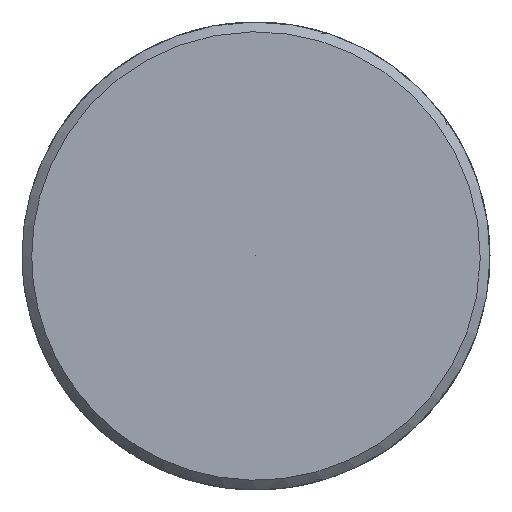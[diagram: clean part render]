
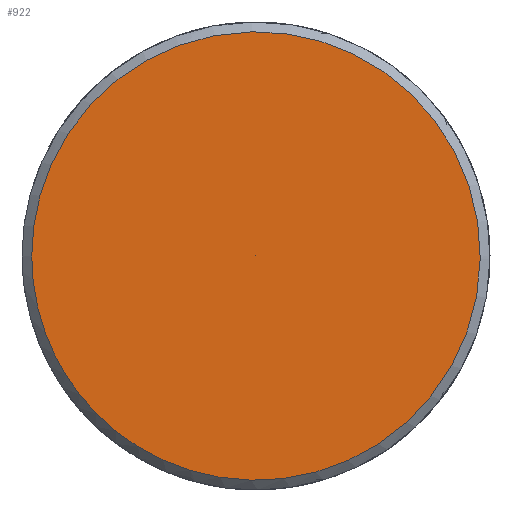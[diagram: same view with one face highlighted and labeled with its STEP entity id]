
A CAD part, left-side view. The second image highlights one B-rep face of the part: STEP entity #922.
In plain terms, the highlighted free-form (B-spline) face has degree [5, 1] with [6, 2] control points.
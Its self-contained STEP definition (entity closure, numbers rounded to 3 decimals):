
#850 = CARTESIAN_POINT ('', (-76., 5.75, 0.));
#851 = VERTEX_POINT ('', #850);
#859 = CARTESIAN_POINT ('', (-76., 5.75, 0.));
#860 = CARTESIAN_POINT ('', (-76., 5.75, 23.));
#861 = CARTESIAN_POINT ('', (-76., -17.25, 11.5));
#862 = CARTESIAN_POINT ('', (-76., -17.25, -11.5));
#863 = CARTESIAN_POINT ('', (-76., 5.75, -23.));
#864 = CARTESIAN_POINT ('', (-76., 5.75, 0.));
#865 = (
   BOUNDED_CURVE ()
   B_SPLINE_CURVE (5, (#859, #860, #861, #862, #863, #864), .UNSPECIFIED., .T., .U.)
   B_SPLINE_CURVE_WITH_KNOTS ((6, 6), (0., 1.), .UNSPECIFIED.)
   CURVE ()
   GEOMETRIC_REPRESENTATION_ITEM ()
   RATIONAL_B_SPLINE_CURVE ((5., 1., 1., 1., 1., 5.))
   REPRESENTATION_ITEM ('')
);
#866 = EDGE_CURVE ('', #851, #851, #865, .T.);
#898 = CARTESIAN_POINT ('', (-76., 0., 0.));
#899 = VERTEX_POINT ('', #898);
#900 = CARTESIAN_POINT ('', (-76., 0., 0.));
#901 = CARTESIAN_POINT ('', (-76., 5.75, 0.));
#902 = B_SPLINE_CURVE_WITH_KNOTS ('', 1, (#900, #901), .UNSPECIFIED., .F., .U., (2, 2), (0., 1.), .UNSPECIFIED.);
#903 = EDGE_CURVE ('', #899, #851, #902, .T.);
#904 = ORIENTED_EDGE ('', *, *, #903, .F.);
#905 = ORIENTED_EDGE ('', *, *, #903, .T.);
#906 = ORIENTED_EDGE ('', *, *, #866, .F.);
#907 = EDGE_LOOP ('', (#904, #905, #906));
#908 = FACE_OUTER_BOUND ('', #907, .T.);
#909 = CARTESIAN_POINT ('', (-76., 0., 0.));
#910 = CARTESIAN_POINT ('', (-76., 5.75, 0.));
#911 = CARTESIAN_POINT ('', (-76., 0., 0.));
#912 = CARTESIAN_POINT ('', (-76., 5.75, 23.));
#913 = CARTESIAN_POINT ('', (-76., 0., 0.));
#914 = CARTESIAN_POINT ('', (-76., -17.25, 11.5));
#915 = CARTESIAN_POINT ('', (-76., 0., 0.));
#916 = CARTESIAN_POINT ('', (-76., -17.25, -11.5));
#917 = CARTESIAN_POINT ('', (-76., 0., 0.));
#918 = CARTESIAN_POINT ('', (-76., 5.75, -23.));
#919 = CARTESIAN_POINT ('', (-76., 0., 0.));
#920 = CARTESIAN_POINT ('', (-76., 5.75, 0.));
#921 = (
   BOUNDED_SURFACE ()
   B_SPLINE_SURFACE (5, 1, ((#909, #910), (#911, #912), (#913, #914), (#915, #916), (#917, #918), (#919, #920)), .UNSPECIFIED., .T., .F., .U.)
   B_SPLINE_SURFACE_WITH_KNOTS ((6, 6), (2, 2), (0., 1.), (0., 1.), .UNSPECIFIED.)
   SURFACE ()
   GEOMETRIC_REPRESENTATION_ITEM ()
   RATIONAL_B_SPLINE_SURFACE (((5., 5.), (1., 1.), (1., 1.), (1., 1.), (1., 1.), (5., 5.)))
   REPRESENTATION_ITEM ('')
);
#922 = ADVANCED_FACE ('', (#908), #921, .T.);
